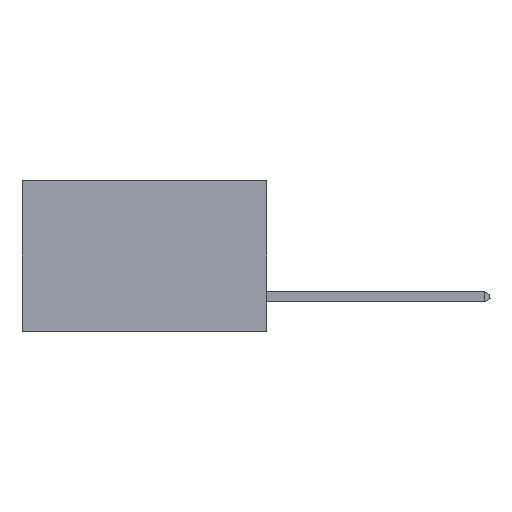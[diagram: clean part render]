
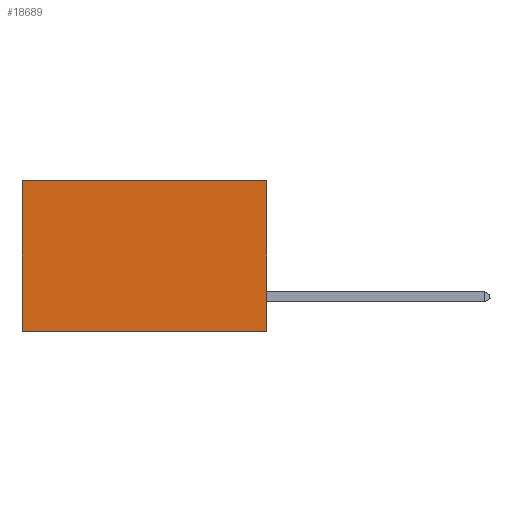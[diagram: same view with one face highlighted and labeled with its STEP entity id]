
A CAD part, left-side view. The second image highlights one B-rep face of the part: STEP entity #18689.
In plain terms, the highlighted planar face has unit normal (-1, 0, 0).
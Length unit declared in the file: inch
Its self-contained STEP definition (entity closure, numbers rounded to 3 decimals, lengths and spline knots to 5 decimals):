
#1180 = LINE ( 'NONE', #9525, #26544 ) ;
#3121 = CARTESIAN_POINT ( 'NONE',  ( 0.2875, 0.6, 0. ) ) ;
#3232 = ORIENTED_EDGE ( 'NONE', *, *, #24069, .T. ) ;
#3804 = VERTEX_POINT ( 'NONE', #41112 ) ;
#4157 = DIRECTION ( 'NONE',  ( 0., 1., 0. ) ) ;
#4362 = EDGE_CURVE ( 'NONE', #3804, #9442, #6719, .T. ) ;
#6236 = ORIENTED_EDGE ( 'NONE', *, *, #4362, .F. ) ;
#6719 = LINE ( 'NONE', #18431, #34352 ) ;
#8324 = VECTOR ( 'NONE', #41937, 39.37008 ) ;
#9247 = EDGE_CURVE ( 'NONE', #45918, #3804, #25457, .T. ) ;
#9442 = VERTEX_POINT ( 'NONE', #17824 ) ;
#9525 = CARTESIAN_POINT ( 'NONE',  ( 0.2875, 0., 0. ) ) ;
#9644 = CARTESIAN_POINT ( 'NONE',  ( 0.2875, 0., 0. ) ) ;
#10265 = VECTOR ( 'NONE', #24780, 39.37008 ) ;
#10561 = VERTEX_POINT ( 'NONE', #3121 ) ;
#11755 = LINE ( 'NONE', #14116, #8324 ) ;
#12905 = CARTESIAN_POINT ( 'NONE',  ( 0.2875, 0., 0. ) ) ;
#13739 = ORIENTED_EDGE ( 'NONE', *, *, #9247, .F. ) ;
#14116 = CARTESIAN_POINT ( 'NONE',  ( 0.2875, 0.6, 0. ) ) ;
#17824 = CARTESIAN_POINT ( 'NONE',  ( 0.2875, 0.6, -0.37 ) ) ;
#18431 = CARTESIAN_POINT ( 'NONE',  ( 0.2875, 0., -0.37 ) ) ;
#18689 = ADVANCED_FACE ( 'NONE', ( #24773 ), #20496, .F. ) ;
#20375 = DIRECTION ( 'NONE',  ( 0., 1., 0. ) ) ;
#20496 = PLANE ( 'NONE',  #30733 ) ;
#21783 = EDGE_LOOP ( 'NONE', ( #33341, #6236, #13739, #3232 ) ) ;
#24069 = EDGE_CURVE ( 'NONE', #45918, #10561, #1180, .T. ) ;
#24168 = DIRECTION ( 'NONE',  ( 0., 0., -1. ) ) ;
#24773 = FACE_OUTER_BOUND ( 'NONE', #21783, .T. ) ;
#24780 = DIRECTION ( 'NONE',  ( 0., 0., -1. ) ) ;
#25457 = LINE ( 'NONE', #12905, #10265 ) ;
#26544 = VECTOR ( 'NONE', #20375, 39.37008 ) ;
#30733 = AXIS2_PLACEMENT_3D ( 'NONE', #9644, #46358, #24168 ) ;
#33341 = ORIENTED_EDGE ( 'NONE', *, *, #40766, .T. ) ;
#34352 = VECTOR ( 'NONE', #4157, 39.37008 ) ;
#37197 = CARTESIAN_POINT ( 'NONE',  ( 0.2875, 0., 0. ) ) ;
#40766 = EDGE_CURVE ( 'NONE', #10561, #9442, #11755, .T. ) ;
#41112 = CARTESIAN_POINT ( 'NONE',  ( 0.2875, 0., -0.37 ) ) ;
#41937 = DIRECTION ( 'NONE',  ( 0., 0., -1. ) ) ;
#45918 = VERTEX_POINT ( 'NONE', #37197 ) ;
#46358 = DIRECTION ( 'NONE',  ( 1., 0., 0. ) ) ;
